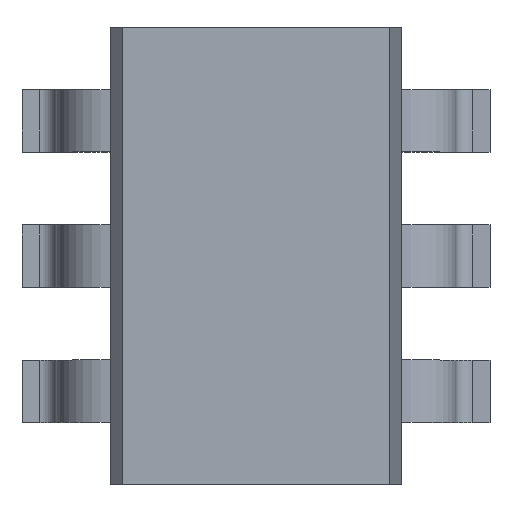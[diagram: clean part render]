
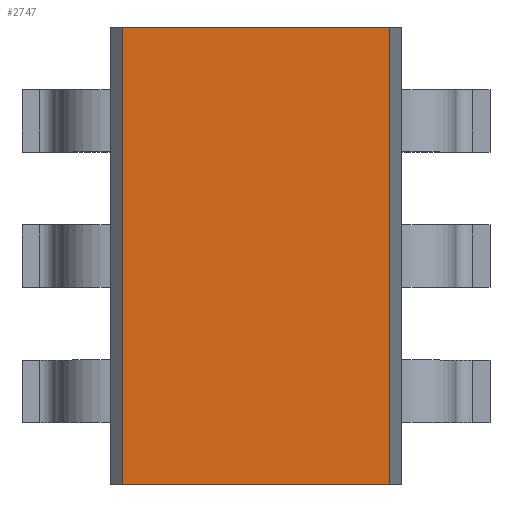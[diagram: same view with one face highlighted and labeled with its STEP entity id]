
A CAD part, top view. The second image highlights one B-rep face of the part: STEP entity #2747.
In plain terms, the highlighted planar face has unit normal (0, 0, 1).
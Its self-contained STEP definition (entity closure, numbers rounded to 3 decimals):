
#2475=CARTESIAN_POINT('',(0.642,1.1,1.1));
#2476=VERTEX_POINT('',#2475);
#2483=CARTESIAN_POINT('',(0.642,-1.1,1.1));
#2484=VERTEX_POINT('',#2483);
#2485=CARTESIAN_POINT('',(0.642,-1.1,1.1));
#2486=DIRECTION('',(0.0,1.0,0.0));
#2487=VECTOR('',#2486,2.2);
#2488=LINE('',#2485,#2487);
#2489=EDGE_CURVE('',#2484,#2476,#2488,.T.);
#2515=CARTESIAN_POINT('',(-0.642,-1.1,1.1));
#2516=VERTEX_POINT('',#2515);
#2562=CARTESIAN_POINT('',(-0.642,-1.1,1.1));
#2563=DIRECTION('',(1.0,0.0,0.0));
#2564=VECTOR('',#2563,1.285);
#2565=LINE('',#2562,#2564);
#2566=EDGE_CURVE('',#2516,#2484,#2565,.T.);
#2576=CARTESIAN_POINT('',(-0.642,1.1,1.1));
#2577=VERTEX_POINT('',#2576);
#2593=CARTESIAN_POINT('',(-0.642,1.1,1.1));
#2594=DIRECTION('',(0.0,-1.0,0.0));
#2595=VECTOR('',#2594,2.2);
#2596=LINE('',#2593,#2595);
#2597=EDGE_CURVE('',#2516,#2577,#2596,.F.);
#2616=CARTESIAN_POINT('',(0.642,1.1,1.1));
#2617=DIRECTION('',(-1.0,0.0,0.0));
#2618=VECTOR('',#2617,1.285);
#2619=LINE('',#2616,#2618);
#2620=EDGE_CURVE('',#2476,#2577,#2619,.T.);
#2736=CARTESIAN_POINT('',(0.642,-1.1,1.1));
#2737=DIRECTION('',(0.0,0.0,1.0));
#2738=DIRECTION('',(1.0,0.0,0.0));
#2739=AXIS2_PLACEMENT_3D('',#2736,#2737,#2738);
#2740=PLANE('',#2739);
#2741=ORIENTED_EDGE('',*,*,#2620,.T.);
#2742=ORIENTED_EDGE('',*,*,#2597,.F.);
#2743=ORIENTED_EDGE('',*,*,#2566,.T.);
#2744=ORIENTED_EDGE('',*,*,#2489,.T.);
#2745=EDGE_LOOP('',(#2741,#2742,#2743,#2744));
#2746=FACE_OUTER_BOUND('',#2745,.T.);
#2747=ADVANCED_FACE('',(#2746),#2740,.T.);
